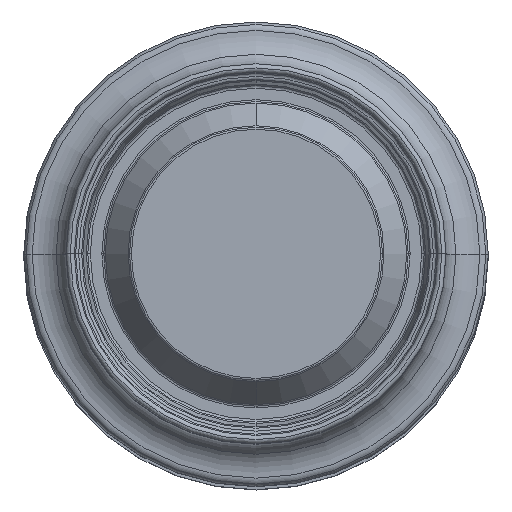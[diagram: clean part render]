
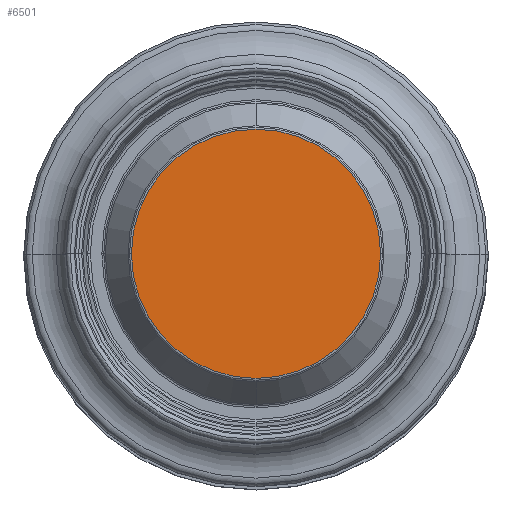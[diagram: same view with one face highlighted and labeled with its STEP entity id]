
A CAD part, top view. The second image highlights one B-rep face of the part: STEP entity #6501.
In plain terms, the highlighted planar face has unit normal (0, 0, 1).
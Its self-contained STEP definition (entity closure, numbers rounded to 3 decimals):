
#3338=CARTESIAN_POINT('',(0.,0.,268.));
#3339=DIRECTION('',(0.,0.,1.));
#3340=DIRECTION('',(-1.,0.,0.));
#3341=AXIS2_PLACEMENT_3D('',#3338,#3339,#3340);
#3346=CARTESIAN_POINT('',(0.,0.,268.));
#3347=DIRECTION('',(0.,0.,1.));
#3348=DIRECTION('',(0.,1.,0.));
#3349=AXIS2_PLACEMENT_3D('',#3346,#3347,#3348);
#3354=CARTESIAN_POINT('',(0.,0.,268.));
#3355=DIRECTION('',(0.,0.,1.));
#3356=DIRECTION('',(1.,0.,0.));
#3357=AXIS2_PLACEMENT_3D('',#3354,#3355,#3356);
#3362=CARTESIAN_POINT('',(0.,0.,268.));
#3363=DIRECTION('',(0.,0.,1.));
#3364=DIRECTION('',(0.,-1.,0.));
#3365=AXIS2_PLACEMENT_3D('',#3362,#3363,#3364);
#3844=CARTESIAN_POINT('',(-14.75,0.,268.));
#3845=VERTEX_POINT('',#3844);
#3846=CARTESIAN_POINT('',(14.75,0.,268.));
#3847=VERTEX_POINT('',#3846);
#3848=CARTESIAN_POINT('',(0.,14.75,268.));
#3849=VERTEX_POINT('',#3848);
#3850=CARTESIAN_POINT('',(0.,-14.75,268.));
#3851=VERTEX_POINT('',#3850);
#6488=CARTESIAN_POINT('',(0.,0.,268.));
#6489=DIRECTION('',(0.,0.,1.));
#6490=DIRECTION('',(0.,1.,0.));
#6491=AXIS2_PLACEMENT_3D('',#6488,#6489,#6490);
#6492=PLANE('',#6491);
#6494=ORIENTED_EDGE('',*,*,#6493,.F.);
#6495=ORIENTED_EDGE('',*,*,#6478,.F.);
#6496=ORIENTED_EDGE('',*,*,#6476,.F.);
#6498=ORIENTED_EDGE('',*,*,#6497,.F.);
#6499=EDGE_LOOP('',(#6494,#6495,#6496,#6498));
#6500=FACE_OUTER_BOUND('',#6499,.F.);
#3342=CIRCLE('',#3341,14.75);
#3350=CIRCLE('',#3349,14.75);
#3358=CIRCLE('',#3357,14.75);
#3366=CIRCLE('',#3365,14.75);
#6476=EDGE_CURVE('',#3847,#3849,#3358,.T.);
#6478=EDGE_CURVE('',#3849,#3845,#3350,.T.);
#6493=EDGE_CURVE('',#3845,#3851,#3342,.T.);
#6497=EDGE_CURVE('',#3851,#3847,#3366,.T.);
#6501=ADVANCED_FACE('',(#6500),#6492,.T.);
